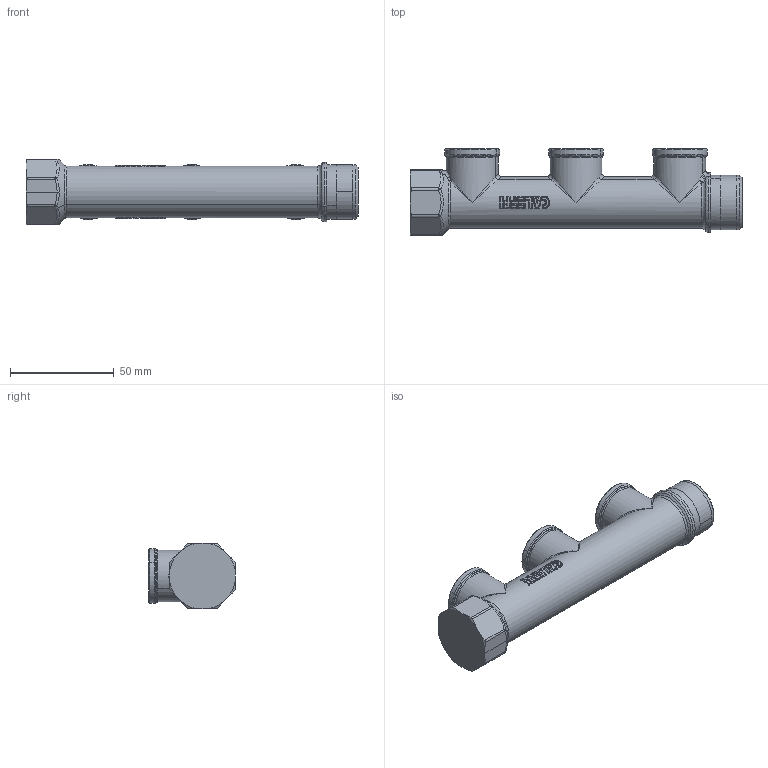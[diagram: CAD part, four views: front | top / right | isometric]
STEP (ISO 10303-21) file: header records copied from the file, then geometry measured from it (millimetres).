
FILE_DESCRIPTION(('CATIA V5 STEP Exchange'),'2;1');
FILE_NAME('STEP_592537_-_TST.stp','2019-12-11T17:46:37+00:00',('none'),('none'),'CATIA Version 5-6 Release 2016 SP4','CATIA V5 STEP AP203','none');
FILE_SCHEMA(('CONFIG_CONTROL_DESIGN'));
Products named in the file (1): 592537 - TST.CATPART
Bounding box: 160 x 41.9 x 31.8 mm (x, y, z)
Volume: 108956 mm3; surface area: 18666.2 mm2
Topology: 1 solids, 1 shells, 851 faces, 1969 edges, 1029 vertices
Faces by surface type: bspline 503, cylinder 146, sphere 86, plane 68, cone 29, torus 19
Entity records: 59583 total; most frequent: CARTESIAN_POINT 45737, ORIENTED_EDGE 3722, EDGE_CURVE 1861, B_SPLINE_CURVE_WITH_KNOTS 1347, DIRECTION 1118, VERTEX_POINT 1029, EDGE_LOOP 868, ADVANCED_FACE 851
